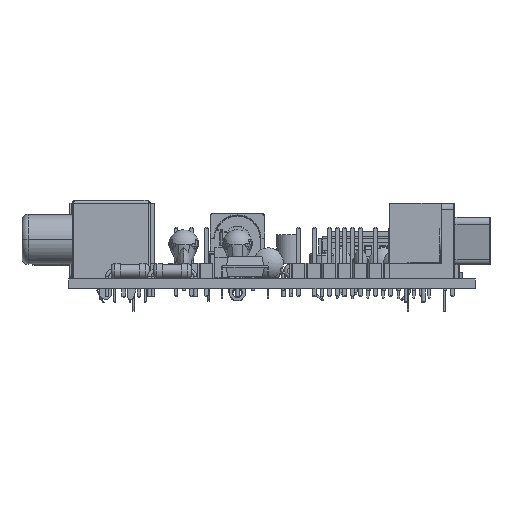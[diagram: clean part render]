
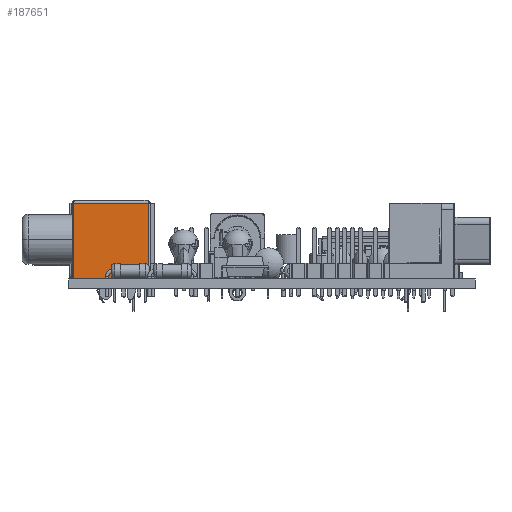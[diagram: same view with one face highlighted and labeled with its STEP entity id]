
A CAD part, left-side view. The second image highlights one B-rep face of the part: STEP entity #187651.
In plain terms, the highlighted face is planar.
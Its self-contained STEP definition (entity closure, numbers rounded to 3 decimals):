
#186500 = CYLINDRICAL_SURFACE('',#186501,0.2);
#186501 = AXIS2_PLACEMENT_3D('',#186502,#186503,#186504);
#186502 = CARTESIAN_POINT('',(0.2,-6.8,-6.5));
#186503 = DIRECTION('',(0.,0.,1.));
#186504 = DIRECTION('',(-1.,0.,0.));
#186528 = PLANE('',#186529);
#186529 = AXIS2_PLACEMENT_3D('',#186530,#186531,#186532);
#186530 = CARTESIAN_POINT('',(0.,-7.,-6.5));
#186531 = DIRECTION('',(0.,0.,1.));
#186532 = DIRECTION('',(1.,0.,0.));
#186787 = VERTEX_POINT('',#186788);
#186788 = CARTESIAN_POINT('',(0.2,-7.,-6.5));
#186810 = EDGE_CURVE('',#186787,#186811,#186813,.T.);
#186811 = VERTEX_POINT('',#186812);
#186812 = CARTESIAN_POINT('',(0.2,-7.,6.));
#186813 = SURFACE_CURVE('',#186814,(#186818,#186825),.PCURVE_S1.);
#186814 = LINE('',#186815,#186816);
#186815 = CARTESIAN_POINT('',(0.2,-7.,-6.5));
#186816 = VECTOR('',#186817,1.);
#186817 = DIRECTION('',(0.,0.,1.));
#186818 = PCURVE('',#186500,#186819);
#186819 = DEFINITIONAL_REPRESENTATION('',(#186820),#186824);
#186820 = LINE('',#186821,#186822);
#186821 = CARTESIAN_POINT('',(1.571,0.));
#186822 = VECTOR('',#186823,1.);
#186823 = DIRECTION('',(0.,1.));
#186824 = ( GEOMETRIC_REPRESENTATION_CONTEXT(2) 
PARAMETRIC_REPRESENTATION_CONTEXT() REPRESENTATION_CONTEXT('2D SPACE',''
  ) );
#186825 = PCURVE('',#186826,#186831);
#186826 = PLANE('',#186827);
#186827 = AXIS2_PLACEMENT_3D('',#186828,#186829,#186830);
#186828 = CARTESIAN_POINT('',(0.,-7.,-6.5));
#186829 = DIRECTION('',(0.,1.,0.));
#186830 = DIRECTION('',(0.,0.,1.));
#186831 = DEFINITIONAL_REPRESENTATION('',(#186832),#186836);
#186832 = LINE('',#186833,#186834);
#186833 = CARTESIAN_POINT('',(0.,0.2));
#186834 = VECTOR('',#186835,1.);
#186835 = DIRECTION('',(1.,0.));
#186836 = ( GEOMETRIC_REPRESENTATION_CONTEXT(2) 
PARAMETRIC_REPRESENTATION_CONTEXT() REPRESENTATION_CONTEXT('2D SPACE',''
  ) );
#186960 = EDGE_CURVE('',#186787,#186961,#186963,.T.);
#186961 = VERTEX_POINT('',#186962);
#186962 = CARTESIAN_POINT('',(4.5,-7.,-6.5));
#186963 = SURFACE_CURVE('',#186964,(#186968,#186975),.PCURVE_S1.);
#186964 = LINE('',#186965,#186966);
#186965 = CARTESIAN_POINT('',(0.,-7.,-6.5));
#186966 = VECTOR('',#186967,1.);
#186967 = DIRECTION('',(1.,0.,0.));
#186968 = PCURVE('',#186528,#186969);
#186969 = DEFINITIONAL_REPRESENTATION('',(#186970),#186974);
#186970 = LINE('',#186971,#186972);
#186971 = CARTESIAN_POINT('',(0.,0.));
#186972 = VECTOR('',#186973,1.);
#186973 = DIRECTION('',(1.,0.));
#186974 = ( GEOMETRIC_REPRESENTATION_CONTEXT(2) 
PARAMETRIC_REPRESENTATION_CONTEXT() REPRESENTATION_CONTEXT('2D SPACE',''
  ) );
#186975 = PCURVE('',#186826,#186976);
#186976 = DEFINITIONAL_REPRESENTATION('',(#186977),#186981);
#186977 = LINE('',#186978,#186979);
#186978 = CARTESIAN_POINT('',(0.,0.));
#186979 = VECTOR('',#186980,1.);
#186980 = DIRECTION('',(0.,1.));
#186981 = ( GEOMETRIC_REPRESENTATION_CONTEXT(2) 
PARAMETRIC_REPRESENTATION_CONTEXT() REPRESENTATION_CONTEXT('2D SPACE',''
  ) );
#187040 = VERTEX_POINT('',#187041);
#187041 = CARTESIAN_POINT('',(6.5,-7.,-6.5));
#187067 = EDGE_CURVE('',#187040,#187068,#187070,.T.);
#187068 = VERTEX_POINT('',#187069);
#187069 = CARTESIAN_POINT('',(12.63,-7.,-6.5));
#187070 = SURFACE_CURVE('',#187071,(#187075,#187082),.PCURVE_S1.);
#187071 = LINE('',#187072,#187073);
#187072 = CARTESIAN_POINT('',(0.,-7.,-6.5));
#187073 = VECTOR('',#187074,1.);
#187074 = DIRECTION('',(1.,0.,0.));
#187075 = PCURVE('',#186528,#187076);
#187076 = DEFINITIONAL_REPRESENTATION('',(#187077),#187081);
#187077 = LINE('',#187078,#187079);
#187078 = CARTESIAN_POINT('',(0.,0.));
#187079 = VECTOR('',#187080,1.);
#187080 = DIRECTION('',(1.,0.));
#187081 = ( GEOMETRIC_REPRESENTATION_CONTEXT(2) 
PARAMETRIC_REPRESENTATION_CONTEXT() REPRESENTATION_CONTEXT('2D SPACE',''
  ) );
#187082 = PCURVE('',#186826,#187083);
#187083 = DEFINITIONAL_REPRESENTATION('',(#187084),#187088);
#187084 = LINE('',#187085,#187086);
#187085 = CARTESIAN_POINT('',(0.,0.));
#187086 = VECTOR('',#187087,1.);
#187087 = DIRECTION('',(0.,1.));
#187088 = ( GEOMETRIC_REPRESENTATION_CONTEXT(2) 
PARAMETRIC_REPRESENTATION_CONTEXT() REPRESENTATION_CONTEXT('2D SPACE',''
  ) );
#187107 = CYLINDRICAL_SURFACE('',#187108,0.2);
#187108 = AXIS2_PLACEMENT_3D('',#187109,#187110,#187111);
#187109 = CARTESIAN_POINT('',(12.63,-6.8,-6.5));
#187110 = DIRECTION('',(0.,0.,1.));
#187111 = DIRECTION('',(0.,-1.,0.));
#187505 = CYLINDRICAL_SURFACE('',#187506,0.5);
#187506 = AXIS2_PLACEMENT_3D('',#187507,#187508,#187509);
#187507 = CARTESIAN_POINT('',(0.,-6.5,6.));
#187508 = DIRECTION('',(1.,0.,0.));
#187509 = DIRECTION('',(0.,-1.,0.));
#187651 = ADVANCED_FACE('',(#187652),#186826,.F.);
#187652 = FACE_BOUND('',#187653,.F.);
#187653 = EDGE_LOOP('',(#187654,#187677,#187698,#187699,#187725,#187726)
  );
#187654 = ORIENTED_EDGE('',*,*,#187655,.T.);
#187655 = EDGE_CURVE('',#186811,#187656,#187658,.T.);
#187656 = VERTEX_POINT('',#187657);
#187657 = CARTESIAN_POINT('',(12.63,-7.,6.));
#187658 = SURFACE_CURVE('',#187659,(#187663,#187670),.PCURVE_S1.);
#187659 = LINE('',#187660,#187661);
#187660 = CARTESIAN_POINT('',(0.,-7.,6.));
#187661 = VECTOR('',#187662,1.);
#187662 = DIRECTION('',(1.,0.,0.));
#187663 = PCURVE('',#186826,#187664);
#187664 = DEFINITIONAL_REPRESENTATION('',(#187665),#187669);
#187665 = LINE('',#187666,#187667);
#187666 = CARTESIAN_POINT('',(12.5,0.));
#187667 = VECTOR('',#187668,1.);
#187668 = DIRECTION('',(0.,1.));
#187669 = ( GEOMETRIC_REPRESENTATION_CONTEXT(2) 
PARAMETRIC_REPRESENTATION_CONTEXT() REPRESENTATION_CONTEXT('2D SPACE',''
  ) );
#187670 = PCURVE('',#187505,#187671);
#187671 = DEFINITIONAL_REPRESENTATION('',(#187672),#187676);
#187672 = LINE('',#187673,#187674);
#187673 = CARTESIAN_POINT('',(6.283,0.));
#187674 = VECTOR('',#187675,1.);
#187675 = DIRECTION('',(0.,1.));
#187676 = ( GEOMETRIC_REPRESENTATION_CONTEXT(2) 
PARAMETRIC_REPRESENTATION_CONTEXT() REPRESENTATION_CONTEXT('2D SPACE',''
  ) );
#187677 = ORIENTED_EDGE('',*,*,#187678,.F.);
#187678 = EDGE_CURVE('',#187068,#187656,#187679,.T.);
#187679 = SURFACE_CURVE('',#187680,(#187684,#187691),.PCURVE_S1.);
#187680 = LINE('',#187681,#187682);
#187681 = CARTESIAN_POINT('',(12.63,-7.,-6.5));
#187682 = VECTOR('',#187683,1.);
#187683 = DIRECTION('',(0.,0.,1.));
#187684 = PCURVE('',#186826,#187685);
#187685 = DEFINITIONAL_REPRESENTATION('',(#187686),#187690);
#187686 = LINE('',#187687,#187688);
#187687 = CARTESIAN_POINT('',(0.,12.63));
#187688 = VECTOR('',#187689,1.);
#187689 = DIRECTION('',(1.,0.));
#187690 = ( GEOMETRIC_REPRESENTATION_CONTEXT(2) 
PARAMETRIC_REPRESENTATION_CONTEXT() REPRESENTATION_CONTEXT('2D SPACE',''
  ) );
#187691 = PCURVE('',#187107,#187692);
#187692 = DEFINITIONAL_REPRESENTATION('',(#187693),#187697);
#187693 = LINE('',#187694,#187695);
#187694 = CARTESIAN_POINT('',(0.,0.));
#187695 = VECTOR('',#187696,1.);
#187696 = DIRECTION('',(0.,1.));
#187697 = ( GEOMETRIC_REPRESENTATION_CONTEXT(2) 
PARAMETRIC_REPRESENTATION_CONTEXT() REPRESENTATION_CONTEXT('2D SPACE',''
  ) );
#187698 = ORIENTED_EDGE('',*,*,#187067,.F.);
#187699 = ORIENTED_EDGE('',*,*,#187700,.F.);
#187700 = EDGE_CURVE('',#186961,#187040,#187701,.T.);
#187701 = SURFACE_CURVE('',#187702,(#187706,#187713),.PCURVE_S1.);
#187702 = LINE('',#187703,#187704);
#187703 = CARTESIAN_POINT('',(4.5,-7.,-6.5));
#187704 = VECTOR('',#187705,1.);
#187705 = DIRECTION('',(1.,0.,0.));
#187706 = PCURVE('',#186826,#187707);
#187707 = DEFINITIONAL_REPRESENTATION('',(#187708),#187712);
#187708 = LINE('',#187709,#187710);
#187709 = CARTESIAN_POINT('',(0.,4.5));
#187710 = VECTOR('',#187711,1.);
#187711 = DIRECTION('',(0.,1.));
#187712 = ( GEOMETRIC_REPRESENTATION_CONTEXT(2) 
PARAMETRIC_REPRESENTATION_CONTEXT() REPRESENTATION_CONTEXT('2D SPACE',''
  ) );
#187713 = PCURVE('',#187714,#187719);
#187714 = PLANE('',#187715);
#187715 = AXIS2_PLACEMENT_3D('',#187716,#187717,#187718);
#187716 = CARTESIAN_POINT('',(4.5,-7.,-6.5));
#187717 = DIRECTION('',(0.,-1.,0.));
#187718 = DIRECTION('',(0.,0.,-1.));
#187719 = DEFINITIONAL_REPRESENTATION('',(#187720),#187724);
#187720 = LINE('',#187721,#187722);
#187721 = CARTESIAN_POINT('',(0.,0.));
#187722 = VECTOR('',#187723,1.);
#187723 = DIRECTION('',(0.,1.));
#187724 = ( GEOMETRIC_REPRESENTATION_CONTEXT(2) 
PARAMETRIC_REPRESENTATION_CONTEXT() REPRESENTATION_CONTEXT('2D SPACE',''
  ) );
#187725 = ORIENTED_EDGE('',*,*,#186960,.F.);
#187726 = ORIENTED_EDGE('',*,*,#186810,.T.);
